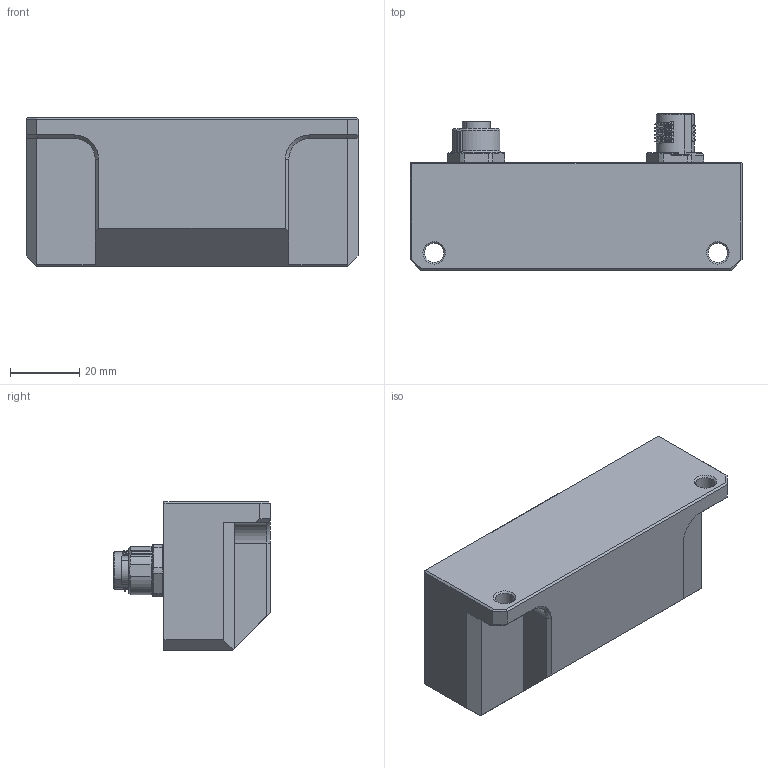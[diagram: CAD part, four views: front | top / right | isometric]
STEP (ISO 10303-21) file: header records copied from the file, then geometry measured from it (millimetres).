
FILE_DESCRIPTION(/* description */ (''),/* implementation_level */ '2;1');
FILE_NAME(/* name */ 'DRIVE-CLiQ ASSY.stp',/* time_stamp */ '2012-08-07T16:08:28+01:00',/* author */ (''),/* organization */ (''),/* preprocessor_version */ 'ST-DEVELOPER v11',/* originating_system */ 'SIEMENS PLM Software NX 7.5',/* authorisation */ '');
FILE_SCHEMA (('AUTOMOTIVE_DESIGN { 1 0 10303 214 1 1 1 1 }'));
Products named in the file (1): LA-9777-0100-01_A
Bounding box: 96 x 45.3 x 43 mm (x, y, z)
Volume: 110354.6 mm3; surface area: 20373.9 mm2
Topology: 1 solids, 1 shells, 1885 faces, 4894 edges, 3178 vertices
Faces by surface type: plane 1235, extrusion 199, cylinder 190, bspline 133, cone 87, torus 37, sphere 4
Full cylindrical faces by diameter (mm): 5.5 x2
Entity records: 106486 total; most frequent: CARTESIAN_POINT 51650, ORIENTED_EDGE 9718, DIRECTION 6511, EDGE_CURVE 4859, VERTEX_POINT 3166, VECTOR 2489, LINE 2290, B_SPLINE_CURVE_WITH_KNOTS 2252
